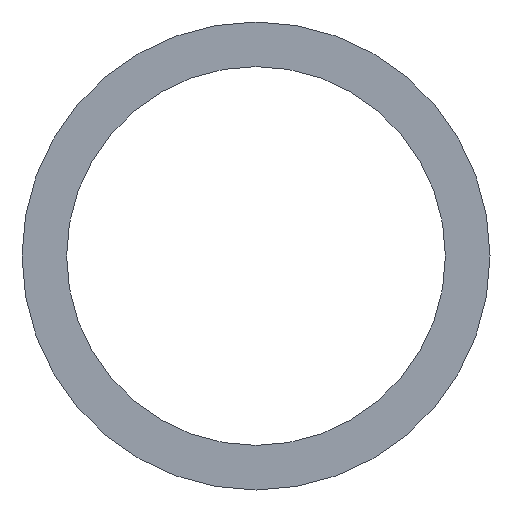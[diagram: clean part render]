
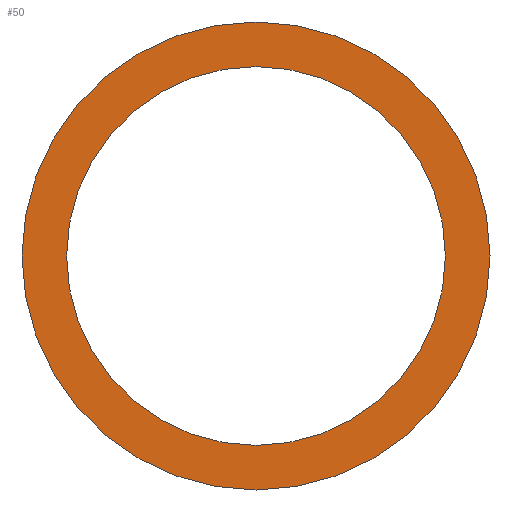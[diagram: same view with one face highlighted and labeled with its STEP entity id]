
A CAD part, front view. The second image highlights one B-rep face of the part: STEP entity #50.
In plain terms, the highlighted planar face has unit normal (0, -1, 0).
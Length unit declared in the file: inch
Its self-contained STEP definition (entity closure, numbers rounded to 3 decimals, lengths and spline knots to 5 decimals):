
#2 = CIRCLE ( 'NONE', #86, 0.525 ) ;
#3 = ORIENTED_EDGE ( 'NONE', *, *, #57, .T. ) ;
#6 = DIRECTION ( 'NONE',  ( 0., 1., 0. ) ) ;
#8 = VERTEX_POINT ( 'NONE', #109 ) ;
#11 = EDGE_LOOP ( 'NONE', ( #3 ) ) ;
#15 = FACE_OUTER_BOUND ( 'NONE', #73, .T. ) ;
#23 = DIRECTION ( 'NONE',  ( 0., 1., 0. ) ) ;
#49 = DIRECTION ( 'NONE',  ( 0., 0., 1. ) ) ;
#50 = ADVANCED_FACE ( 'NONE', ( #15, #87 ), #65, .F. ) ;
#55 = AXIS2_PLACEMENT_3D ( 'NONE', #98, #129, #49 ) ;
#57 = EDGE_CURVE ( 'NONE', #107, #107, #136, .T. ) ;
#65 = PLANE ( 'NONE',  #55 ) ;
#73 = EDGE_LOOP ( 'NONE', ( #125 ) ) ;
#76 = DIRECTION ( 'NONE',  ( 0., 0., 1. ) ) ;
#77 = AXIS2_PLACEMENT_3D ( 'NONE', #117, #6, #76 ) ;
#80 = CARTESIAN_POINT ( 'NONE',  ( 0., -10., 0.425 ) ) ;
#81 = EDGE_CURVE ( 'NONE', #8, #8, #2, .T. ) ;
#86 = AXIS2_PLACEMENT_3D ( 'NONE', #97, #23, #119 ) ;
#87 = FACE_BOUND ( 'NONE', #11, .T. ) ;
#97 = CARTESIAN_POINT ( 'NONE',  ( 0., -10., 0. ) ) ;
#98 = CARTESIAN_POINT ( 'NONE',  ( 0., -10., 0. ) ) ;
#107 = VERTEX_POINT ( 'NONE', #80 ) ;
#109 = CARTESIAN_POINT ( 'NONE',  ( 0., -10., 0.525 ) ) ;
#117 = CARTESIAN_POINT ( 'NONE',  ( 0., -10., 0. ) ) ;
#119 = DIRECTION ( 'NONE',  ( 0., 0., 1. ) ) ;
#125 = ORIENTED_EDGE ( 'NONE', *, *, #81, .F. ) ;
#129 = DIRECTION ( 'NONE',  ( 0., 1., 0. ) ) ;
#136 = CIRCLE ( 'NONE', #77, 0.425 ) ;
